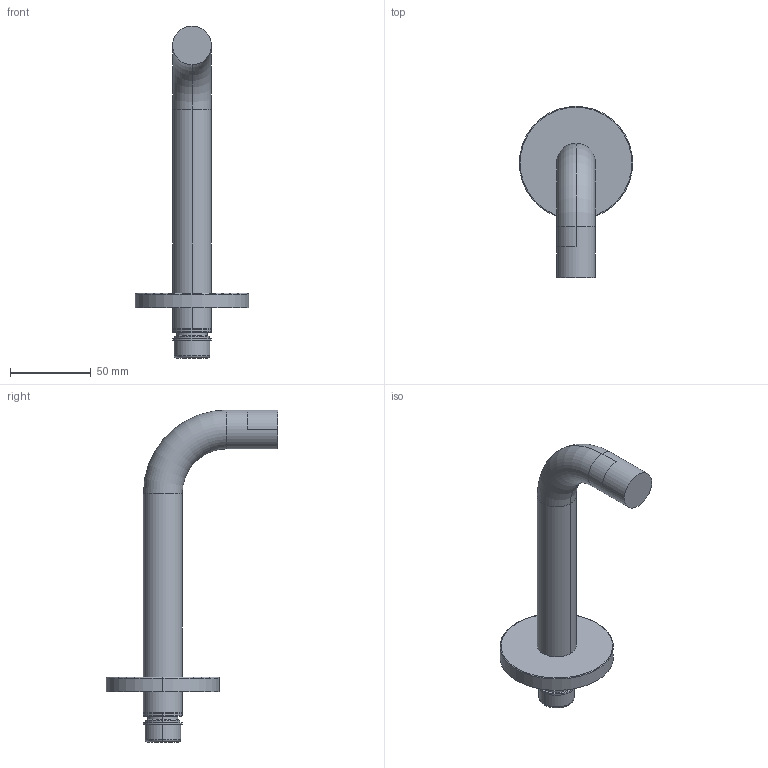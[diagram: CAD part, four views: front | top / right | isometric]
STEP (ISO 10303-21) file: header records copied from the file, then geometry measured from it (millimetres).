
FILE_DESCRIPTION((''),'2;1');
FILE_NAME('ZBOC081CR_SW0001','2024-10-10T10:32:22',('alberto.gaboardi'),('PAFFONI SpA'),'CREO PARAMETRIC BY PTC INC, 2022124','CREO PARAMETRIC BY PTC INC, 2022124','');
FILE_SCHEMA(('CONFIG_CONTROL_DESIGN','SHAPE_APPEARANCE_LAYERS_GROUPS'));
Length unit declared in the file: millimetre
Products named in the file (1): ZBOC081CR_SW0001
Bounding box: 70 x 106 x 205 mm (x, y, z)
Volume: 140892.1 mm3; surface area: 27767.8 mm2
Topology: 1 solids, 1 shells, 39 faces, 80 edges, 50 vertices
Faces by surface type: cylinder 18, torus 10, plane 9, cone 2
Entity records: 1388 total; most frequent: DIRECTION 216, CARTESIAN_POINT 169, ORIENTED_EDGE 160, AXIS2_PLACEMENT_3D 97, EDGE_CURVE 80, CIRCLE 58, VERTEX_POINT 50, EDGE_LOOP 46
